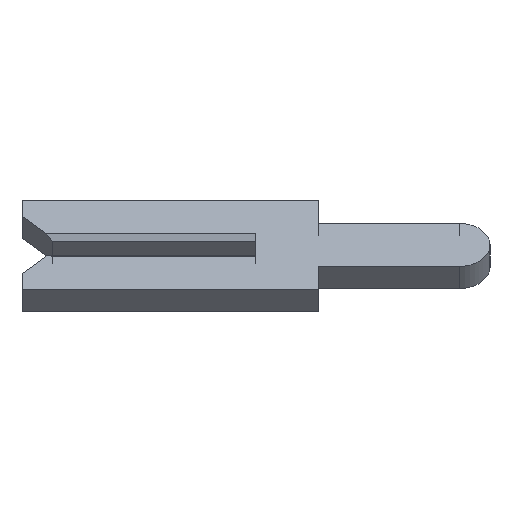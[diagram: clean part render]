
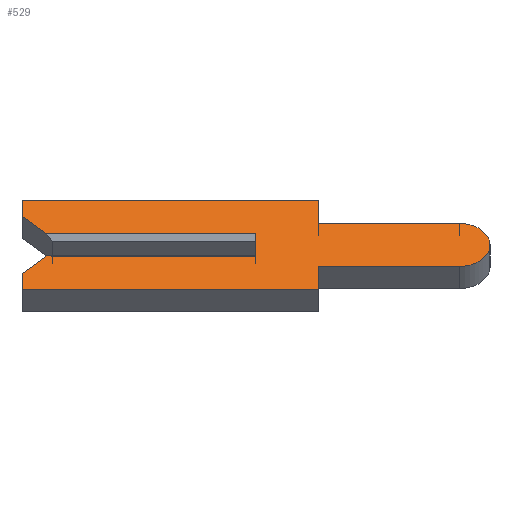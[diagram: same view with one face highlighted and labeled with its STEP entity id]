
A CAD part, left-side view. The second image highlights one B-rep face of the part: STEP entity #529.
In plain terms, the highlighted face is planar.
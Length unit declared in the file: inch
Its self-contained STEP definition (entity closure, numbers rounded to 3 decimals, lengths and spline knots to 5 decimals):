
#26 = ORIENTED_EDGE ( 'NONE', *, *, #685, .F. ) ;
#33 = VECTOR ( 'NONE', #2039, 39.37008 ) ;
#34 = VERTEX_POINT ( 'NONE', #855 ) ;
#54 = DIRECTION ( 'NONE',  ( 0., 0.707, 0.707 ) ) ;
#71 = CARTESIAN_POINT ( 'NONE',  ( -0.01, -0.1305, 0.0195 ) ) ;
#74 = CARTESIAN_POINT ( 'NONE',  ( -0.01, -0.1305, 0. ) ) ;
#99 = VERTEX_POINT ( 'NONE', #352 ) ;
#109 = CARTESIAN_POINT ( 'NONE',  ( -0.01, 0.134, 0.01 ) ) ;
#154 = LINE ( 'NONE', #229, #558 ) ;
#160 = EDGE_CURVE ( 'NONE', #710, #34, #225, .T. ) ;
#175 = VERTEX_POINT ( 'NONE', #1158 ) ;
#190 = AXIS2_PLACEMENT_3D ( 'NONE', #74, #729, #1330 ) ;
#194 = VERTEX_POINT ( 'NONE', #866 ) ;
#196 = ORIENTED_EDGE ( 'NONE', *, *, #698, .F. ) ;
#220 = DIRECTION ( 'NONE',  ( 0., 0., 1. ) ) ;
#225 = LINE ( 'NONE', #1314, #1034 ) ;
#229 = CARTESIAN_POINT ( 'NONE',  ( -0.01, 0., 0.0065 ) ) ;
#239 = LINE ( 'NONE', #997, #1956 ) ;
#250 = ORIENTED_EDGE ( 'NONE', *, *, #1879, .F. ) ;
#258 = CARTESIAN_POINT ( 'NONE',  ( -0.01, -0.1305, -0.01 ) ) ;
#264 = VECTOR ( 'NONE', #1143, 39.37008 ) ;
#286 = VERTEX_POINT ( 'NONE', #71 ) ;
#317 = DIRECTION ( 'NONE',  ( 1., 0., 0. ) ) ;
#349 = DIRECTION ( 'NONE',  ( 0., 0., -1. ) ) ;
#352 = CARTESIAN_POINT ( 'NONE',  ( -0.01, 0.134, -0.01 ) ) ;
#376 = ORIENTED_EDGE ( 'NONE', *, *, #1663, .F. ) ;
#379 = VERTEX_POINT ( 'NONE', #1045 ) ;
#393 = EDGE_CURVE ( 'NONE', #379, #194, #1528, .T. ) ;
#397 = VECTOR ( 'NONE', #1939, 39.37008 ) ;
#399 = ORIENTED_EDGE ( 'NONE', *, *, #1629, .T. ) ;
#401 = LINE ( 'NONE', #625, #2007 ) ;
#404 = VECTOR ( 'NONE', #765, 39.37008 ) ;
#447 = CARTESIAN_POINT ( 'NONE',  ( -0.01, 0.1305, -0.0065 ) ) ;
#453 = EDGE_LOOP ( 'NONE', ( #399, #1493, #196, #26, #250, #1265, #376, #1576, #977, #523, #1828, #1521, #798, #1253 ) ) ;
#495 = VECTOR ( 'NONE', #672, 39.37008 ) ;
#523 = ORIENTED_EDGE ( 'NONE', *, *, #1469, .F. ) ;
#529 = ADVANCED_FACE ( 'NONE', ( #1155 ), #550, .F. ) ;
#547 = CIRCLE ( 'NONE', #1444, 0.0195 ) ;
#550 = PLANE ( 'NONE',  #190 ) ;
#558 = VECTOR ( 'NONE', #220, 39.37008 ) ;
#572 = EDGE_CURVE ( 'NONE', #770, #1446, #154, .T. ) ;
#573 = CARTESIAN_POINT ( 'NONE',  ( -0.01, 0., -0.01 ) ) ;
#625 = CARTESIAN_POINT ( 'NONE',  ( -0.01, 0.15, 0.04 ) ) ;
#645 = LINE ( 'NONE', #799, #1823 ) ;
#672 = DIRECTION ( 'NONE',  ( 0., 1., 0. ) ) ;
#685 = EDGE_CURVE ( 'NONE', #1550, #99, #1518, .T. ) ;
#698 = EDGE_CURVE ( 'NONE', #99, #770, #974, .T. ) ;
#703 = CARTESIAN_POINT ( 'NONE',  ( -0.01, -0.04, -0.04 ) ) ;
#710 = VERTEX_POINT ( 'NONE', #109 ) ;
#729 = DIRECTION ( 'NONE',  ( 1., 0., 0. ) ) ;
#765 = DIRECTION ( 'NONE',  ( 0., -1., 0. ) ) ;
#770 = VERTEX_POINT ( 'NONE', #573 ) ;
#772 = VECTOR ( 'NONE', #1417, 39.37008 ) ;
#773 = DIRECTION ( 'NONE',  ( 0., -1., 0. ) ) ;
#798 = ORIENTED_EDGE ( 'NONE', *, *, #1215, .F. ) ;
#799 = CARTESIAN_POINT ( 'NONE',  ( -0.01, -0.04, 0.0195 ) ) ;
#821 = CARTESIAN_POINT ( 'NONE',  ( -0.01, 0.15, -0.04 ) ) ;
#827 = VERTEX_POINT ( 'NONE', #1073 ) ;
#847 = DIRECTION ( 'NONE',  ( 0., -1., 0. ) ) ;
#855 = CARTESIAN_POINT ( 'NONE',  ( -0.01, 0.15, 0.026 ) ) ;
#866 = CARTESIAN_POINT ( 'NONE',  ( -0.01, -0.04, 0.0195 ) ) ;
#882 = DIRECTION ( 'NONE',  ( 0., 0., -1. ) ) ;
#941 = CARTESIAN_POINT ( 'NONE',  ( -0.01, 0.15, 0.026 ) ) ;
#974 = LINE ( 'NONE', #258, #404 ) ;
#977 = ORIENTED_EDGE ( 'NONE', *, *, #1767, .F. ) ;
#996 = VECTOR ( 'NONE', #1776, 39.37008 ) ;
#997 = CARTESIAN_POINT ( 'NONE',  ( -0.01, -0.04, -0.04 ) ) ;
#1034 = VECTOR ( 'NONE', #54, 39.37008 ) ;
#1045 = CARTESIAN_POINT ( 'NONE',  ( -0.01, -0.04, 0.04 ) ) ;
#1048 = VERTEX_POINT ( 'NONE', #1866 ) ;
#1073 = CARTESIAN_POINT ( 'NONE',  ( -0.01, 0.15, 0.04 ) ) ;
#1096 = LINE ( 'NONE', #1252, #495 ) ;
#1133 = DIRECTION ( 'NONE',  ( 0., 0., -1. ) ) ;
#1143 = DIRECTION ( 'NONE',  ( 0., -1., 0. ) ) ;
#1145 = VERTEX_POINT ( 'NONE', #2033 ) ;
#1155 = FACE_OUTER_BOUND ( 'NONE', #453, .T. ) ;
#1158 = CARTESIAN_POINT ( 'NONE',  ( -0.01, -0.1305, -0.0195 ) ) ;
#1215 = EDGE_CURVE ( 'NONE', #34, #827, #1379, .T. ) ;
#1243 = EDGE_CURVE ( 'NONE', #827, #379, #401, .T. ) ;
#1252 = CARTESIAN_POINT ( 'NONE',  ( -0.01, -0.04, -0.0195 ) ) ;
#1253 = ORIENTED_EDGE ( 'NONE', *, *, #160, .F. ) ;
#1265 = ORIENTED_EDGE ( 'NONE', *, *, #1650, .F. ) ;
#1266 = CARTESIAN_POINT ( 'NONE',  ( -0.01, -0.1305, 0. ) ) ;
#1273 = CARTESIAN_POINT ( 'NONE',  ( -0.01, 0.15, -0.026 ) ) ;
#1314 = CARTESIAN_POINT ( 'NONE',  ( -0.01, 0.1305, 0.0065 ) ) ;
#1330 = DIRECTION ( 'NONE',  ( 0., 0., -1. ) ) ;
#1379 = LINE ( 'NONE', #941, #772 ) ;
#1412 = CARTESIAN_POINT ( 'NONE',  ( -0.01, 0., 0.01 ) ) ;
#1417 = DIRECTION ( 'NONE',  ( 0., 0., 1. ) ) ;
#1444 = AXIS2_PLACEMENT_3D ( 'NONE', #1266, #317, #1133 ) ;
#1446 = VERTEX_POINT ( 'NONE', #1412 ) ;
#1457 = LINE ( 'NONE', #1273, #397 ) ;
#1461 = CARTESIAN_POINT ( 'NONE',  ( -0.01, 0.15, -0.026 ) ) ;
#1469 = EDGE_CURVE ( 'NONE', #194, #286, #645, .T. ) ;
#1493 = ORIENTED_EDGE ( 'NONE', *, *, #572, .F. ) ;
#1518 = LINE ( 'NONE', #447, #33 ) ;
#1521 = ORIENTED_EDGE ( 'NONE', *, *, #1243, .F. ) ;
#1528 = LINE ( 'NONE', #1847, #1859 ) ;
#1540 = LINE ( 'NONE', #1950, #264 ) ;
#1547 = EDGE_CURVE ( 'NONE', #175, #1145, #1096, .T. ) ;
#1550 = VERTEX_POINT ( 'NONE', #1461 ) ;
#1569 = LINE ( 'NONE', #821, #996 ) ;
#1576 = ORIENTED_EDGE ( 'NONE', *, *, #1547, .F. ) ;
#1629 = EDGE_CURVE ( 'NONE', #710, #1446, #1540, .T. ) ;
#1650 = EDGE_CURVE ( 'NONE', #1989, #1048, #1569, .T. ) ;
#1663 = EDGE_CURVE ( 'NONE', #1145, #1989, #239, .T. ) ;
#1767 = EDGE_CURVE ( 'NONE', #286, #175, #547, .T. ) ;
#1776 = DIRECTION ( 'NONE',  ( 0., 1., 0. ) ) ;
#1823 = VECTOR ( 'NONE', #773, 39.37008 ) ;
#1828 = ORIENTED_EDGE ( 'NONE', *, *, #393, .F. ) ;
#1847 = CARTESIAN_POINT ( 'NONE',  ( -0.01, -0.04, 0.04 ) ) ;
#1859 = VECTOR ( 'NONE', #882, 39.37008 ) ;
#1866 = CARTESIAN_POINT ( 'NONE',  ( -0.01, 0.15, -0.04 ) ) ;
#1879 = EDGE_CURVE ( 'NONE', #1048, #1550, #1457, .T. ) ;
#1939 = DIRECTION ( 'NONE',  ( 0., 0., 1. ) ) ;
#1950 = CARTESIAN_POINT ( 'NONE',  ( -0.01, 0.15, 0.01 ) ) ;
#1956 = VECTOR ( 'NONE', #349, 39.37008 ) ;
#1989 = VERTEX_POINT ( 'NONE', #703 ) ;
#2007 = VECTOR ( 'NONE', #847, 39.37008 ) ;
#2033 = CARTESIAN_POINT ( 'NONE',  ( -0.01, -0.04, -0.0195 ) ) ;
#2039 = DIRECTION ( 'NONE',  ( 0., -0.707, 0.707 ) ) ;
